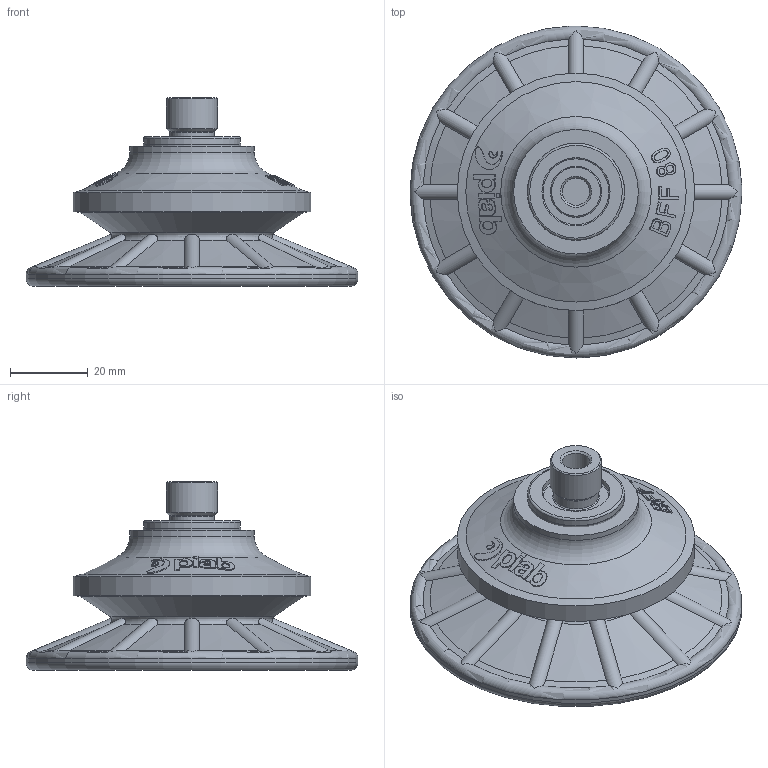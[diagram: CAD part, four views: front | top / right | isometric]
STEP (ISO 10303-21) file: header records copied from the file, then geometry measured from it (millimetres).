
FILE_DESCRIPTION( ( 'Unknown' ), '1' );
FILE_NAME( 'SE-0414470.stp', 'Unknown', ( 'Unknown' ), ( 'Unknown' ), 'PSStep 17.0.49', 'Unknown', ' ' );
FILE_SCHEMA( ( 'AUTOMOTIVE_DESIGN { 1 0 10303 214 1 1 1 1 }' ) );
Length unit declared in the file: millimetre
Products named in the file (4): Assem1; SE-0414425; SE-0411036; SE-0408103
Assembly tree (3 placements, depth 2):
  Assem1
    SE-0414425
    SE-0411036
    SE-0408103
Bounding box: 85.26 x 85.26 x 48.5 mm (x, y, z)
Volume: 93797.3 mm3; surface area: 24886 mm2
Topology: 3 solids, 5 shells, 302 faces, 778 edges, 515 vertices
Faces by surface type: bspline 155, cone 61, plane 38, cylinder 35, torus 13
Full cylindrical faces by diameter (mm): 7 x1, 10.3 x1, 11 x1, 11.4 x1, 13.157 x1, 14.8 x1, 14.95 x1, 15 x1, 16.662 x1, 17.5 x1, 18.1 x1, 19 x2, 21.4 x1, 21.5 x1, 23 x1, 24.5 x1, 24.8 x1, 25 x1, 32 x1, 36 x1, 61 x1, 85.261 x1
Entity records: 18611 total; most frequent: CARTESIAN_POINT 10440, ORIENTED_EDGE 1410, EDGE_CURVE 705, DIRECTION 616, B_SPLINE_CURVE_WITH_KNOTS 509, VERTEX_POINT 500, EDGE_LOOP 397, FACE_OUTER_BOUND 342
